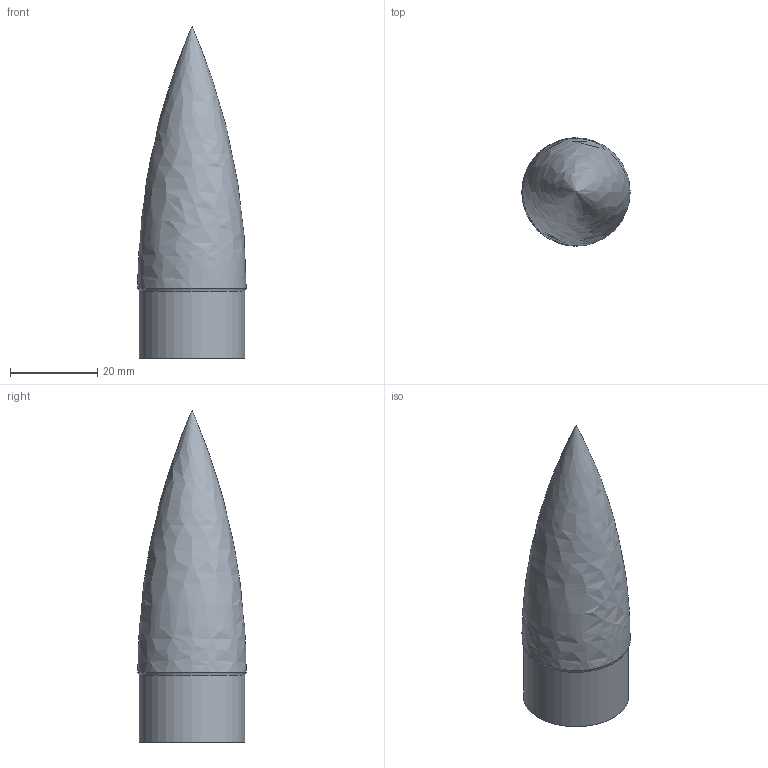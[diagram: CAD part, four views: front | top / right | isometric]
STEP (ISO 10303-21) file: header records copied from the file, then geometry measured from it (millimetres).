
FILE_DESCRIPTION(/* description */ (''),/* implementation_level */ '2;1');
FILE_NAME(/* name */ 'nose-cone.step',/* time_stamp */ '2025-06-12T18:45:14-04:00',/* author */ (''),/* organization */ (''),/* preprocessor_version */ 'ST-DEVELOPER v20.1',/* originating_system */ 'Autodesk Translation Framework v14.10.0.0',/* authorisation */ '');
FILE_SCHEMA (('AUTOMOTIVE_DESIGN { 1 0 10303 214 3 1 1 }'));
Length unit declared in the file: millimetre
Products named in the file (1): rocket-v1
Bounding box: 24.8 x 24.8 x 76 mm (x, y, z)
Volume: 4185.1 mm3; surface area: 8409.6 mm2
Topology: 1 solids, 1 shells, 7 faces, 16 edges, 10 vertices
Faces by surface type: torus 2, cylinder 2, bspline 2, plane 1
Full cylindrical faces by diameter (mm): 22.1 x1, 24.1 x1
Entity records: 273 total; most frequent: CARTESIAN_POINT 84, DIRECTION 38, ORIENTED_EDGE 28, AXIS2_PLACEMENT_3D 18, EDGE_CURVE 14, CIRCLE 12, VERTEX_POINT 10, EDGE_LOOP 8
